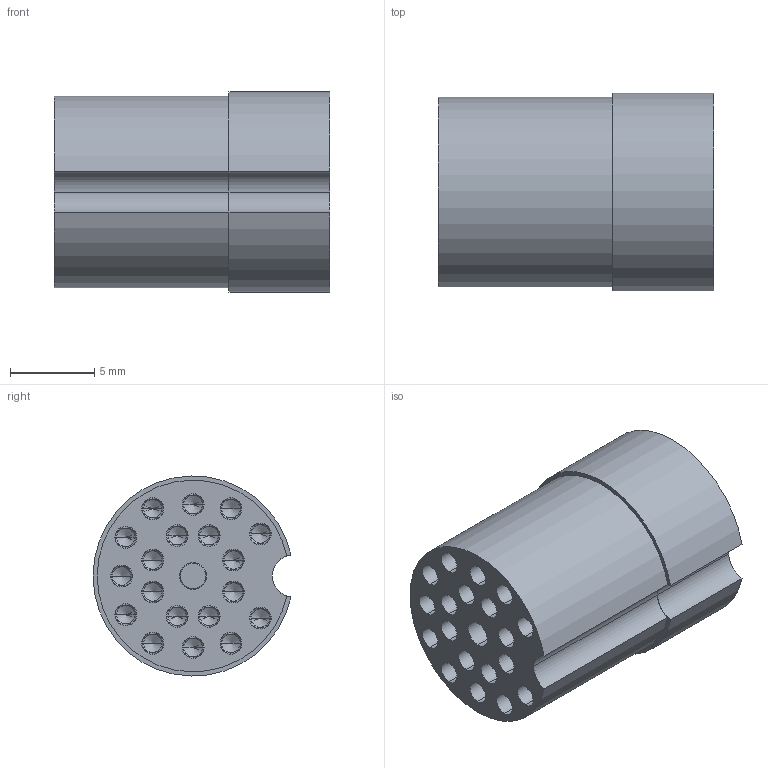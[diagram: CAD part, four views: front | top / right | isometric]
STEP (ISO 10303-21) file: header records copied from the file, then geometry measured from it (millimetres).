
FILE_DESCRIPTION(('STEP AP214'),'1');
FILE_NAME('tmp0.STEP',' ',(' '),(' '),'XStep 1.0',' ',' ');
FILE_SCHEMA(('automotive_design'));
Length unit declared in the file: millimetre
Bounding box: 16.4 x 11.77 x 11.9 mm (x, y, z)
Volume: 1299.2 mm3; surface area: 4644.6 mm2
Topology: 22 solids, 22 shells, 857 faces, 2292 edges, 1422 vertices
Faces by surface type: cylinder 400, cone 314, plane 143
Entity records: 37811 total; most frequent: CARTESIAN_POINT 9503, DIRECTION 4436, ORIENTED_EDGE 4432, EDGE_CURVE 2216, AXIS2_PLACEMENT_3D 1763, VERTEX_POINT 1422, EDGE_LOOP 994, LINE 910
